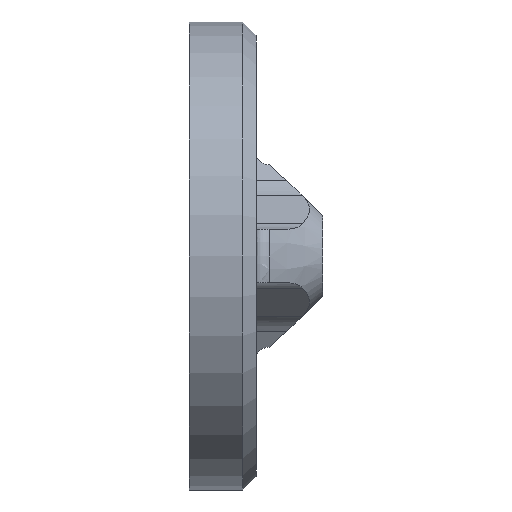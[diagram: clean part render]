
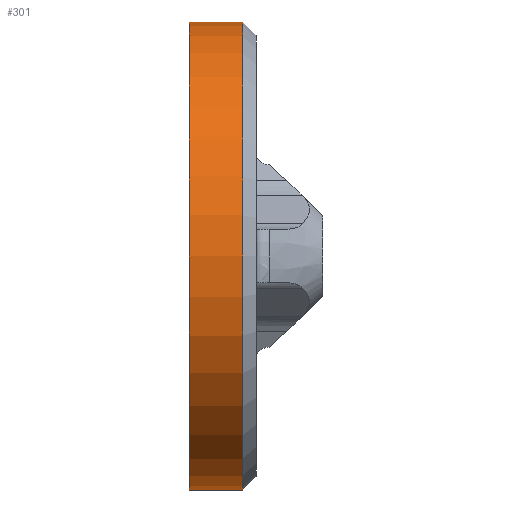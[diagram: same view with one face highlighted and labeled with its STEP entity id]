
A CAD part, front view. The second image highlights one B-rep face of the part: STEP entity #301.
In plain terms, the highlighted cylindrical face has radius 17.5 mm (diameter 35 mm), a partial arc.
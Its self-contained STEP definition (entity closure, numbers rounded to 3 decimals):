
#27 = VECTOR ( 'NONE', #779, 1000. ) ;
#47 = VERTEX_POINT ( 'NONE', #1364 ) ;
#74 = CARTESIAN_POINT ( 'NONE',  ( 5., 0., -17.5 ) ) ;
#91 = ORIENTED_EDGE ( 'NONE', *, *, #789, .F. ) ;
#118 = ORIENTED_EDGE ( 'NONE', *, *, #810, .T. ) ;
#251 = DIRECTION ( 'NONE',  ( 0., 0., 1. ) ) ;
#301 = ADVANCED_FACE ( 'NONE', ( #1240 ), #1203, .T. ) ;
#361 = VECTOR ( 'NONE', #481, 1000. ) ;
#363 = CARTESIAN_POINT ( 'NONE',  ( 5., 0., 17.5 ) ) ;
#394 = ORIENTED_EDGE ( 'NONE', *, *, #1037, .T. ) ;
#395 = DIRECTION ( 'NONE',  ( 1., 0., 0. ) ) ;
#408 = EDGE_LOOP ( 'NONE', ( #91, #118, #539, #394 ) ) ;
#481 = DIRECTION ( 'NONE',  ( -1., 0., 0. ) ) ;
#539 = ORIENTED_EDGE ( 'NONE', *, *, #1433, .T. ) ;
#569 = CARTESIAN_POINT ( 'NONE',  ( 0., 0., -17.5 ) ) ;
#618 = VERTEX_POINT ( 'NONE', #569 ) ;
#673 = AXIS2_PLACEMENT_3D ( 'NONE', #1699, #1407, #777 ) ;
#683 = CARTESIAN_POINT ( 'NONE',  ( 0., 0., 17.5 ) ) ;
#719 = LINE ( 'NONE', #74, #27 ) ;
#738 = CARTESIAN_POINT ( 'NONE',  ( 5., 0., 0. ) ) ;
#744 = CIRCLE ( 'NONE', #673, 17.5 ) ;
#777 = DIRECTION ( 'NONE',  ( 0., 0., -1. ) ) ;
#779 = DIRECTION ( 'NONE',  ( -1., 0., 0. ) ) ;
#789 = EDGE_CURVE ( 'NONE', #1529, #618, #719, .T. ) ;
#810 = EDGE_CURVE ( 'NONE', #1529, #47, #744, .T. ) ;
#837 = LINE ( 'NONE', #363, #361 ) ;
#870 = CARTESIAN_POINT ( 'NONE',  ( 4., 0., -17.5 ) ) ;
#964 = AXIS2_PLACEMENT_3D ( 'NONE', #738, #993, #251 ) ;
#993 = DIRECTION ( 'NONE',  ( -1., 0., 0. ) ) ;
#1037 = EDGE_CURVE ( 'NONE', #1174, #618, #1066, .T. ) ;
#1066 = CIRCLE ( 'NONE', #1378, 17.5 ) ;
#1174 = VERTEX_POINT ( 'NONE', #683 ) ;
#1203 = CYLINDRICAL_SURFACE ( 'NONE', #964, 17.5 ) ;
#1240 = FACE_OUTER_BOUND ( 'NONE', #408, .T. ) ;
#1282 = DIRECTION ( 'NONE',  ( 0., 0., -1. ) ) ;
#1364 = CARTESIAN_POINT ( 'NONE',  ( 4., 0., 17.5 ) ) ;
#1378 = AXIS2_PLACEMENT_3D ( 'NONE', #1435, #395, #1282 ) ;
#1407 = DIRECTION ( 'NONE',  ( -1., 0., 0. ) ) ;
#1433 = EDGE_CURVE ( 'NONE', #47, #1174, #837, .T. ) ;
#1435 = CARTESIAN_POINT ( 'NONE',  ( 0., 0., 0. ) ) ;
#1529 = VERTEX_POINT ( 'NONE', #870 ) ;
#1699 = CARTESIAN_POINT ( 'NONE',  ( 4., 0., 0. ) ) ;
